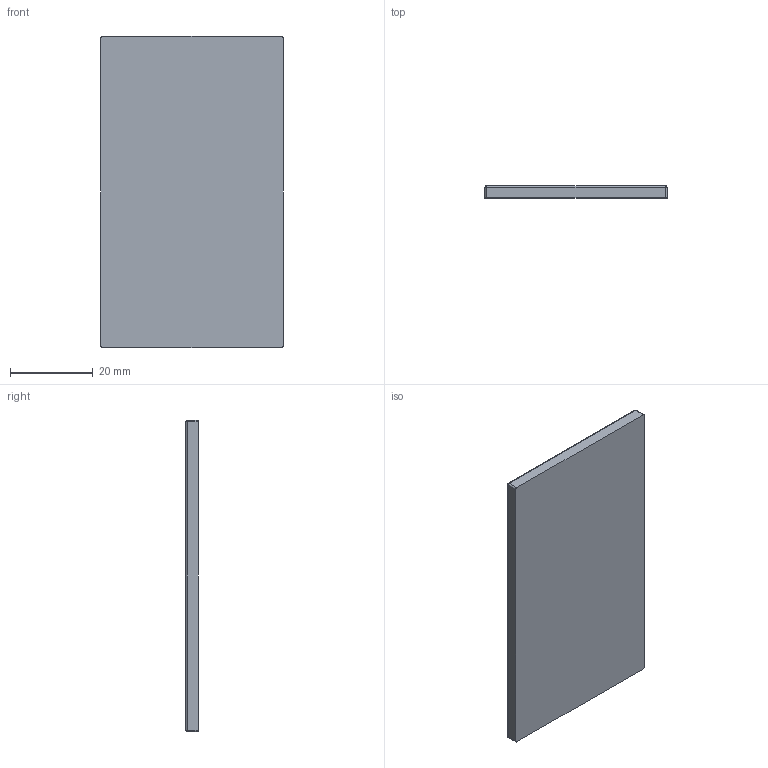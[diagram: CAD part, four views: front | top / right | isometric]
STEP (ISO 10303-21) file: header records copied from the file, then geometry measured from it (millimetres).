
FILE_DESCRIPTION(('FreeCAD Model'),'2;1');
FILE_NAME('Open CASCADE Shape Model','2025-11-27T09:35:16',(''),(''), 'Open CASCADE STEP processor 7.8','FreeCAD','Unknown');
FILE_SCHEMA(('AUTOMOTIVE_DESIGN { 1 0 10303 214 1 1 1 1 }'));
Length unit declared in the file: millimetre
Products named in the file (1): SiliconeMoulds
Bounding box: 44 x 3 x 75.25 mm (x, y, z)
Volume: 8820.1 mm3; surface area: 8360 mm2
Topology: 1 solids, 1 shells, 72 faces, 184 edges, 116 vertices
Faces by surface type: plane 36, cylinder 32, sphere 4
Entity records: 2174 total; most frequent: DIRECTION 390, CARTESIAN_POINT 369, ORIENTED_EDGE 360, EDGE_CURVE 180, AXIS2_PLACEMENT_3D 137, VERTEX_POINT 116, LINE 116, VECTOR 116
